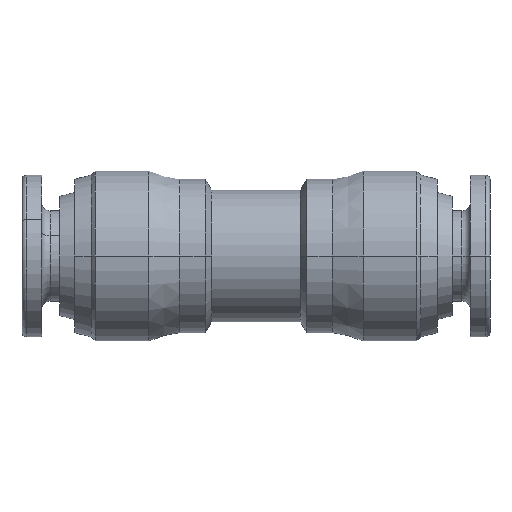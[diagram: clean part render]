
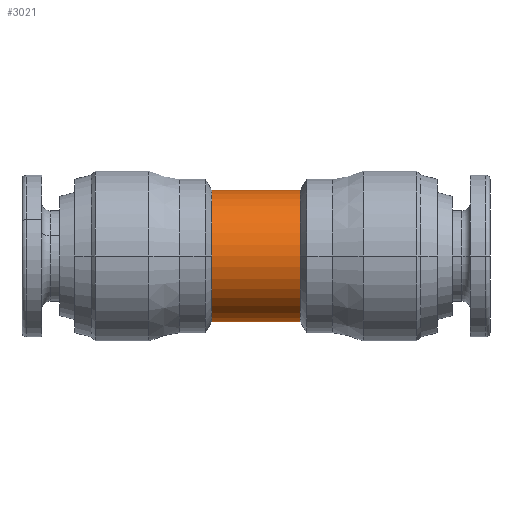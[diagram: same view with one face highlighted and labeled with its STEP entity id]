
A CAD part, left-side view. The second image highlights one B-rep face of the part: STEP entity #3021.
In plain terms, the highlighted cylindrical face has radius 4 mm (diameter 8 mm), a partial arc.
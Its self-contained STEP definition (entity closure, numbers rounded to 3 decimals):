
#25 = CIRCLE ( 'NONE', #1542, 4. ) ;
#73 = EDGE_CURVE ( 'NONE', #597, #6394, #2229, .T. ) ;
#115 = EDGE_LOOP ( 'NONE', ( #4776, #4875, #4968, #4977, #5439, #5448 ) ) ;
#147 = DIRECTION ( 'NONE',  ( 0., -1., 0. ) ) ;
#344 = EDGE_CURVE ( 'NONE', #6250, #1363, #25, .T. ) ;
#351 = DIRECTION ( 'NONE',  ( 0., -1., 0. ) ) ;
#597 = VERTEX_POINT ( 'NONE', #4874 ) ;
#824 = LINE ( 'NONE', #4626, #2440 ) ;
#825 = CARTESIAN_POINT ( 'NONE',  ( 0., 8.3, 0. ) ) ;
#941 = CIRCLE ( 'NONE', #7858, 4. ) ;
#1363 = VERTEX_POINT ( 'NONE', #3458 ) ;
#1409 = CARTESIAN_POINT ( 'NONE',  ( 0., 8.3, 0. ) ) ;
#1542 = AXIS2_PLACEMENT_3D ( 'NONE', #6232, #6194, #7214 ) ;
#1812 = AXIS2_PLACEMENT_3D ( 'NONE', #7156, #6904, #6383 ) ;
#2021 = DIRECTION ( 'NONE',  ( -1., 0., 0. ) ) ;
#2229 = CIRCLE ( 'NONE', #5691, 4. ) ;
#2440 = VECTOR ( 'NONE', #351, 1000. ) ;
#2612 = CARTESIAN_POINT ( 'NONE',  ( 0., 0., -4. ) ) ;
#3021 = ADVANCED_FACE ( 'NONE', ( #6237 ), #3986, .T. ) ;
#3458 = CARTESIAN_POINT ( 'NONE',  ( 0., 13.7, 4. ) ) ;
#3773 = AXIS2_PLACEMENT_3D ( 'NONE', #1409, #5681, #2021 ) ;
#3906 = EDGE_CURVE ( 'NONE', #5828, #6250, #941, .T. ) ;
#3986 = CYLINDRICAL_SURFACE ( 'NONE', #1812, 4. ) ;
#4175 = CARTESIAN_POINT ( 'NONE',  ( -4., 8.3, 0. ) ) ;
#4626 = CARTESIAN_POINT ( 'NONE',  ( 0., 0., 4. ) ) ;
#4776 = ORIENTED_EDGE ( 'NONE', *, *, #6203, .F. ) ;
#4874 = CARTESIAN_POINT ( 'NONE',  ( 0., 8.3, 4. ) ) ;
#4875 = ORIENTED_EDGE ( 'NONE', *, *, #344, .F. ) ;
#4968 = ORIENTED_EDGE ( 'NONE', *, *, #3906, .F. ) ;
#4977 = ORIENTED_EDGE ( 'NONE', *, *, #5829, .T. ) ;
#5048 = VERTEX_POINT ( 'NONE', #7310 ) ;
#5147 = EDGE_CURVE ( 'NONE', #6394, #5048, #5475, .T. ) ;
#5439 = ORIENTED_EDGE ( 'NONE', *, *, #5147, .F. ) ;
#5448 = ORIENTED_EDGE ( 'NONE', *, *, #73, .F. ) ;
#5475 = CIRCLE ( 'NONE', #3773, 4. ) ;
#5681 = DIRECTION ( 'NONE',  ( 0., -1., 0. ) ) ;
#5691 = AXIS2_PLACEMENT_3D ( 'NONE', #825, #147, #7363 ) ;
#5818 = VECTOR ( 'NONE', #6312, 1000. ) ;
#5828 = VERTEX_POINT ( 'NONE', #6914 ) ;
#5829 = EDGE_CURVE ( 'NONE', #5828, #5048, #7411, .T. ) ;
#5926 = CARTESIAN_POINT ( 'NONE',  ( -4., 13.7, 0. ) ) ;
#6194 = DIRECTION ( 'NONE',  ( 0., 1., 0. ) ) ;
#6203 = EDGE_CURVE ( 'NONE', #1363, #597, #824, .T. ) ;
#6232 = CARTESIAN_POINT ( 'NONE',  ( 0., 13.7, 0. ) ) ;
#6237 = FACE_OUTER_BOUND ( 'NONE', #115, .T. ) ;
#6250 = VERTEX_POINT ( 'NONE', #5926 ) ;
#6312 = DIRECTION ( 'NONE',  ( 0., -1., 0. ) ) ;
#6346 = DIRECTION ( 'NONE',  ( -1., 0., 0. ) ) ;
#6383 = DIRECTION ( 'NONE',  ( 0., 0., -1. ) ) ;
#6394 = VERTEX_POINT ( 'NONE', #4175 ) ;
#6670 = DIRECTION ( 'NONE',  ( 0., 1., 0. ) ) ;
#6750 = CARTESIAN_POINT ( 'NONE',  ( 0., 13.7, 0. ) ) ;
#6904 = DIRECTION ( 'NONE',  ( 0., -1., 0. ) ) ;
#6914 = CARTESIAN_POINT ( 'NONE',  ( 0., 13.7, -4. ) ) ;
#7156 = CARTESIAN_POINT ( 'NONE',  ( 0., 0., 0. ) ) ;
#7214 = DIRECTION ( 'NONE',  ( -1., 0., 0. ) ) ;
#7310 = CARTESIAN_POINT ( 'NONE',  ( 0., 8.3, -4. ) ) ;
#7363 = DIRECTION ( 'NONE',  ( -1., 0., 0. ) ) ;
#7411 = LINE ( 'NONE', #2612, #5818 ) ;
#7858 = AXIS2_PLACEMENT_3D ( 'NONE', #6750, #6670, #6346 ) ;
